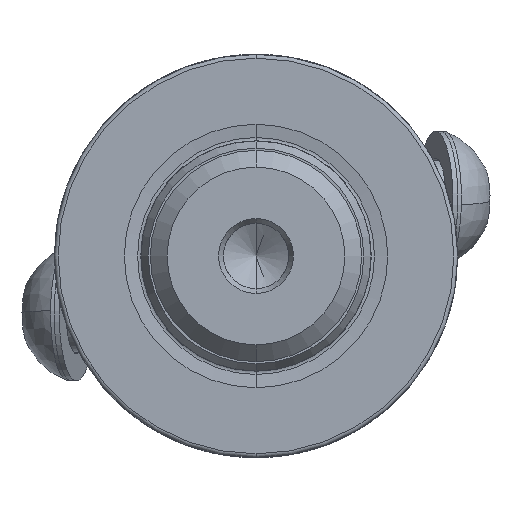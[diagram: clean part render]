
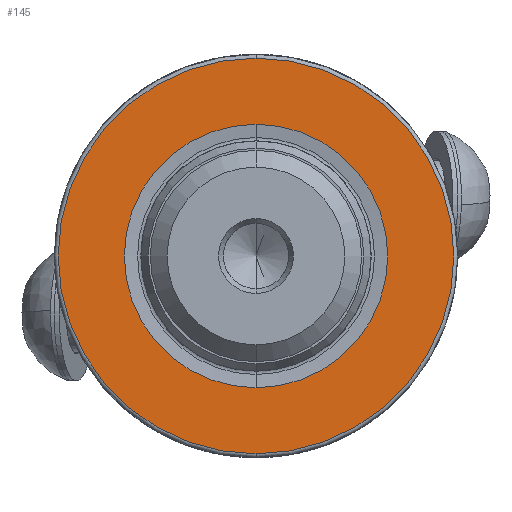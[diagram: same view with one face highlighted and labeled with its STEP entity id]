
A CAD part, left-side view. The second image highlights one B-rep face of the part: STEP entity #145.
In plain terms, the highlighted planar face has unit normal (-1, 0, 0).
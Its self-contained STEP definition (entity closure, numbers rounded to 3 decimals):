
#112 = EDGE_LOOP ( 'NONE', ( #8000, #8111 ) ) ;
#145 = ADVANCED_FACE ( 'NONE', ( #4290, #6452 ), #4671, .T. ) ;
#574 = AXIS2_PLACEMENT_3D ( 'NONE', #9395, #9209, #9201 ) ;
#1337 = CIRCLE ( 'NONE', #10102, 13.715 ) ;
#1356 = AXIS2_PLACEMENT_3D ( 'NONE', #8919, #8899, #8888 ) ;
#1936 = CIRCLE ( 'NONE', #5857, 20.6 ) ;
#2165 = CARTESIAN_POINT ( 'NONE',  ( 0., 0., -13.715 ) ) ;
#2286 = EDGE_CURVE ( 'NONE', #5368, #9973, #3121, .T. ) ;
#2363 = CARTESIAN_POINT ( 'NONE',  ( 0., 0., 0. ) ) ;
#2879 = DIRECTION ( 'NONE',  ( 0., 0., 1. ) ) ;
#3121 = CIRCLE ( 'NONE', #574, 20.6 ) ;
#3175 = DIRECTION ( 'NONE',  ( 0., 0., -1. ) ) ;
#3397 = DIRECTION ( 'NONE',  ( 1., 0., 0. ) ) ;
#4110 = CARTESIAN_POINT ( 'NONE',  ( 0., 0., 20.6 ) ) ;
#4290 = FACE_BOUND ( 'NONE', #112, .T. ) ;
#4458 = DIRECTION ( 'NONE',  ( -1., 0., 0. ) ) ;
#4541 = CARTESIAN_POINT ( 'NONE',  ( 0., 0., 13.715 ) ) ;
#4671 = PLANE ( 'NONE',  #5221 ) ;
#5221 = AXIS2_PLACEMENT_3D ( 'NONE', #5291, #4458, #2879 ) ;
#5291 = CARTESIAN_POINT ( 'NONE',  ( 0., 13.715, 0. ) ) ;
#5368 = VERTEX_POINT ( 'NONE', #4110 ) ;
#5857 = AXIS2_PLACEMENT_3D ( 'NONE', #8233, #3397, #9070 ) ;
#5877 = EDGE_CURVE ( 'NONE', #7023, #7573, #9337, .T. ) ;
#6452 = FACE_OUTER_BOUND ( 'NONE', #7441, .T. ) ;
#6621 = EDGE_CURVE ( 'NONE', #7573, #7023, #1337, .T. ) ;
#6898 = CARTESIAN_POINT ( 'NONE',  ( 0., 0., -20.6 ) ) ;
#7023 = VERTEX_POINT ( 'NONE', #4541 ) ;
#7441 = EDGE_LOOP ( 'NONE', ( #8120, #8241 ) ) ;
#7573 = VERTEX_POINT ( 'NONE', #2165 ) ;
#7836 = EDGE_CURVE ( 'NONE', #9973, #5368, #1936, .T. ) ;
#8000 = ORIENTED_EDGE ( 'NONE', *, *, #5877, .T. ) ;
#8007 = DIRECTION ( 'NONE',  ( 1., 0., 0. ) ) ;
#8111 = ORIENTED_EDGE ( 'NONE', *, *, #6621, .T. ) ;
#8120 = ORIENTED_EDGE ( 'NONE', *, *, #7836, .F. ) ;
#8233 = CARTESIAN_POINT ( 'NONE',  ( 0., 0., 0. ) ) ;
#8241 = ORIENTED_EDGE ( 'NONE', *, *, #2286, .F. ) ;
#8888 = DIRECTION ( 'NONE',  ( 0., 0., -1. ) ) ;
#8899 = DIRECTION ( 'NONE',  ( 1., 0., 0. ) ) ;
#8919 = CARTESIAN_POINT ( 'NONE',  ( 0., 0., 0. ) ) ;
#9070 = DIRECTION ( 'NONE',  ( 0., 0., -1. ) ) ;
#9201 = DIRECTION ( 'NONE',  ( 0., 0., -1. ) ) ;
#9209 = DIRECTION ( 'NONE',  ( 1., 0., 0. ) ) ;
#9337 = CIRCLE ( 'NONE', #1356, 13.715 ) ;
#9395 = CARTESIAN_POINT ( 'NONE',  ( 0., 0., 0. ) ) ;
#9973 = VERTEX_POINT ( 'NONE', #6898 ) ;
#10102 = AXIS2_PLACEMENT_3D ( 'NONE', #2363, #8007, #3175 ) ;
